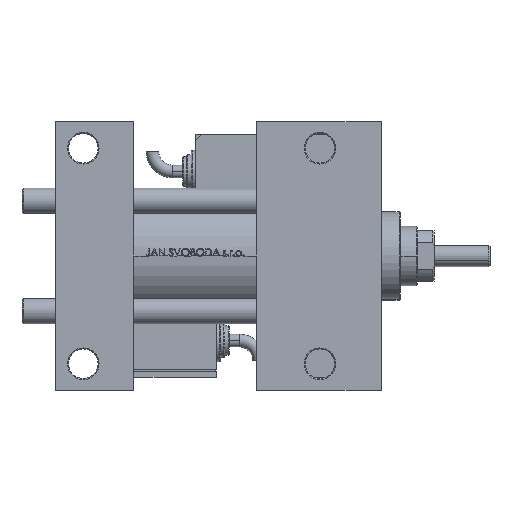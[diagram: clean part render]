
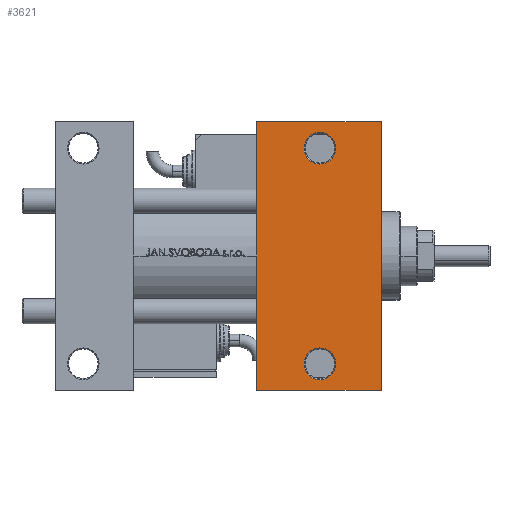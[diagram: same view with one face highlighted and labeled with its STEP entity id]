
A CAD part, front view. The second image highlights one B-rep face of the part: STEP entity #3621.
In plain terms, the highlighted face is planar.
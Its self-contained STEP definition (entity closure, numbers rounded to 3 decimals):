
#86 = CIRCLE ( 'NONE', #50757, 7.5 ) ;
#224 = CARTESIAN_POINT ( 'NONE',  ( 117.5, -51., -37.5 ) ) ;
#1017 = EDGE_CURVE ( 'NONE', #46680, #25486, #52671, .T. ) ;
#1913 = DIRECTION ( 'NONE',  ( 1., 0., 0. ) ) ;
#2245 = LINE ( 'NONE', #38823, #41597 ) ;
#2766 = VERTEX_POINT ( 'NONE', #31237 ) ;
#3621 = ADVANCED_FACE ( 'NONE', ( #13001, #20272, #4397 ), #20819, .T. ) ;
#4397 = FACE_OUTER_BOUND ( 'NONE', #10685, .T. ) ;
#5112 = CIRCLE ( 'NONE', #47671, 7.5 ) ;
#5216 = AXIS2_PLACEMENT_3D ( 'NONE', #49063, #40700, #16520 ) ;
#6097 = ORIENTED_EDGE ( 'NONE', *, *, #44895, .T. ) ;
#7073 = DIRECTION ( 'NONE',  ( -1., 0., 0. ) ) ;
#7702 = CARTESIAN_POINT ( 'NONE',  ( 117.5, 51., -37.5 ) ) ;
#9197 = DIRECTION ( 'NONE',  ( 0., 0., 1. ) ) ;
#9333 = VECTOR ( 'NONE', #1913, 1000. ) ;
#10685 = EDGE_LOOP ( 'NONE', ( #36716, #49575, #29352, #11610 ) ) ;
#10915 = CARTESIAN_POINT ( 'NONE',  ( 154., 63.5, -37.5 ) ) ;
#11496 = VERTEX_POINT ( 'NONE', #41776 ) ;
#11610 = ORIENTED_EDGE ( 'NONE', *, *, #21768, .T. ) ;
#11850 = DIRECTION ( 'NONE',  ( 0., 0., 1. ) ) ;
#12736 = DIRECTION ( 'NONE',  ( -1., 0., 0. ) ) ;
#12760 = EDGE_CURVE ( 'NONE', #30132, #11496, #27398, .T. ) ;
#13001 = FACE_BOUND ( 'NONE', #23254, .T. ) ;
#13220 = CARTESIAN_POINT ( 'NONE',  ( 95., 63.5, -37.5 ) ) ;
#13235 = CARTESIAN_POINT ( 'NONE',  ( 125., 51., -37.5 ) ) ;
#13311 = EDGE_CURVE ( 'NONE', #11496, #30132, #5112, .T. ) ;
#16520 = DIRECTION ( 'NONE',  ( -1., 0., 0. ) ) ;
#17192 = CARTESIAN_POINT ( 'NONE',  ( 154., -63.5, -37.5 ) ) ;
#18495 = VECTOR ( 'NONE', #23076, 1000. ) ;
#20272 = FACE_BOUND ( 'NONE', #32239, .T. ) ;
#20819 = PLANE ( 'NONE',  #48670 ) ;
#20985 = CARTESIAN_POINT ( 'NONE',  ( 125., 51., -37.5 ) ) ;
#21768 = EDGE_CURVE ( 'NONE', #46545, #25486, #2245, .T. ) ;
#22431 = CIRCLE ( 'NONE', #5216, 7.5 ) ;
#23076 = DIRECTION ( 'NONE',  ( 0., -1., 0. ) ) ;
#23254 = EDGE_LOOP ( 'NONE', ( #48935, #26719 ) ) ;
#25486 = VERTEX_POINT ( 'NONE', #47833 ) ;
#25859 = DIRECTION ( 'NONE',  ( -1., 0., 0. ) ) ;
#26719 = ORIENTED_EDGE ( 'NONE', *, *, #13311, .T. ) ;
#27183 = ORIENTED_EDGE ( 'NONE', *, *, #49352, .T. ) ;
#27398 = CIRCLE ( 'NONE', #47151, 7.5 ) ;
#28484 = VECTOR ( 'NONE', #36953, 1000. ) ;
#28597 = DIRECTION ( 'NONE',  ( 0., 0., -1. ) ) ;
#28770 = DIRECTION ( 'NONE',  ( -1., 0., 0. ) ) ;
#29352 = ORIENTED_EDGE ( 'NONE', *, *, #45637, .T. ) ;
#29405 = LINE ( 'NONE', #49064, #28484 ) ;
#30132 = VERTEX_POINT ( 'NONE', #7702 ) ;
#31237 = CARTESIAN_POINT ( 'NONE',  ( 132.5, -51., -37.5 ) ) ;
#32239 = EDGE_LOOP ( 'NONE', ( #6097, #27183 ) ) ;
#35802 = DIRECTION ( 'NONE',  ( 0., 0., 1. ) ) ;
#36128 = EDGE_CURVE ( 'NONE', #46680, #44367, #41727, .T. ) ;
#36716 = ORIENTED_EDGE ( 'NONE', *, *, #1017, .F. ) ;
#36953 = DIRECTION ( 'NONE',  ( 0., -1., 0. ) ) ;
#37209 = CARTESIAN_POINT ( 'NONE',  ( 154., 37.5, -37.5 ) ) ;
#38823 = CARTESIAN_POINT ( 'NONE',  ( 95., -63.5, -37.5 ) ) ;
#40700 = DIRECTION ( 'NONE',  ( 0., 0., 1. ) ) ;
#41597 = VECTOR ( 'NONE', #7073, 1000. ) ;
#41727 = LINE ( 'NONE', #13220, #9333 ) ;
#41776 = CARTESIAN_POINT ( 'NONE',  ( 132.5, 51., -37.5 ) ) ;
#43347 = DIRECTION ( 'NONE',  ( -1., 0., 0. ) ) ;
#43609 = CARTESIAN_POINT ( 'NONE',  ( 125., -51., -37.5 ) ) ;
#43782 = CARTESIAN_POINT ( 'NONE',  ( 95., 37.5, -37.5 ) ) ;
#44367 = VERTEX_POINT ( 'NONE', #10915 ) ;
#44895 = EDGE_CURVE ( 'NONE', #48040, #2766, #86, .T. ) ;
#45637 = EDGE_CURVE ( 'NONE', #44367, #46545, #29405, .T. ) ;
#46545 = VERTEX_POINT ( 'NONE', #17192 ) ;
#46680 = VERTEX_POINT ( 'NONE', #49139 ) ;
#47151 = AXIS2_PLACEMENT_3D ( 'NONE', #20985, #11850, #28770 ) ;
#47671 = AXIS2_PLACEMENT_3D ( 'NONE', #13235, #9197, #25859 ) ;
#47833 = CARTESIAN_POINT ( 'NONE',  ( 95., -63.5, -37.5 ) ) ;
#48040 = VERTEX_POINT ( 'NONE', #224 ) ;
#48670 = AXIS2_PLACEMENT_3D ( 'NONE', #37209, #28597, #12736 ) ;
#48935 = ORIENTED_EDGE ( 'NONE', *, *, #12760, .T. ) ;
#49063 = CARTESIAN_POINT ( 'NONE',  ( 125., -51., -37.5 ) ) ;
#49064 = CARTESIAN_POINT ( 'NONE',  ( 154., 37.5, -37.5 ) ) ;
#49139 = CARTESIAN_POINT ( 'NONE',  ( 95., 63.5, -37.5 ) ) ;
#49352 = EDGE_CURVE ( 'NONE', #2766, #48040, #22431, .T. ) ;
#49575 = ORIENTED_EDGE ( 'NONE', *, *, #36128, .T. ) ;
#50757 = AXIS2_PLACEMENT_3D ( 'NONE', #43609, #35802, #43347 ) ;
#52671 = LINE ( 'NONE', #43782, #18495 ) ;
